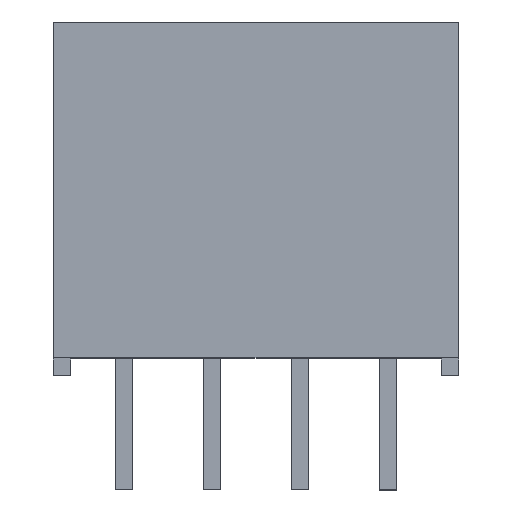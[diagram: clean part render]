
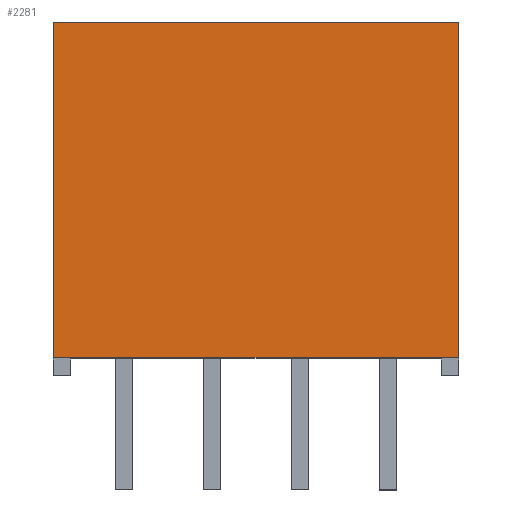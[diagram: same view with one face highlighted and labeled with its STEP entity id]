
A CAD part, top view. The second image highlights one B-rep face of the part: STEP entity #2281.
In plain terms, the highlighted planar face has unit normal (0, 0, 1).
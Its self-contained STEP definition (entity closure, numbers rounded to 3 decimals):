
#1650 = VERTEX_POINT('',#1651);
#1651 = CARTESIAN_POINT('',(-2.04,0.,
    10.04));
#1686 = PLANE('',#1687);
#1687 = AXIS2_PLACEMENT_3D('',#1688,#1689,#1690);
#1688 = CARTESIAN_POINT('',(-2.54,0.,4.04
    ));
#1689 = DIRECTION('',(0.,1.,0.));
#1690 = DIRECTION('',(1.,0.,0.));
#1702 = VERTEX_POINT('',#1703);
#1703 = CARTESIAN_POINT('',(-2.54,0.,
    10.04));
#1717 = PLANE('',#1718);
#1718 = AXIS2_PLACEMENT_3D('',#1719,#1720,#1721);
#1719 = CARTESIAN_POINT('',(-2.04,0.,
    10.04));
#1720 = DIRECTION('',(-0.,0.,-1.));
#1721 = DIRECTION('',(-1.,0.,0.));
#1772 = PLANE('',#1773);
#1773 = AXIS2_PLACEMENT_3D('',#1774,#1775,#1776);
#1774 = CARTESIAN_POINT('',(-2.54,9.7,
    4.04));
#1775 = DIRECTION('',(1.,0.,0.));
#1776 = DIRECTION('',(0.,-1.,0.));
#1855 = PLANE('',#1856);
#1856 = AXIS2_PLACEMENT_3D('',#1857,#1858,#1859);
#1857 = CARTESIAN_POINT('',(9.16,0.,4.04)
  );
#1858 = DIRECTION('',(-1.,0.,0.));
#1859 = DIRECTION('',(0.,1.,0.));
#1883 = PLANE('',#1884);
#1884 = AXIS2_PLACEMENT_3D('',#1885,#1886,#1887);
#1885 = CARTESIAN_POINT('',(9.16,9.7,4.04
    ));
#1886 = DIRECTION('',(0.,-1.,0.));
#1887 = DIRECTION('',(-1.,0.,0.));
#1921 = EDGE_CURVE('',#1650,#1922,#1924,.T.);
#1922 = VERTEX_POINT('',#1923);
#1923 = CARTESIAN_POINT('',(8.66,0.,
    10.04));
#1924 = SURFACE_CURVE('',#1925,(#1929,#1936),.PCURVE_S1.);
#1925 = LINE('',#1926,#1927);
#1926 = CARTESIAN_POINT('',(-2.54,0.,
    10.04));
#1927 = VECTOR('',#1928,1.);
#1928 = DIRECTION('',(1.,0.,0.));
#1929 = PCURVE('',#1686,#1930);
#1930 = DEFINITIONAL_REPRESENTATION('',(#1931),#1935);
#1931 = LINE('',#1932,#1933);
#1932 = CARTESIAN_POINT('',(0.,-6.));
#1933 = VECTOR('',#1934,1.);
#1934 = DIRECTION('',(1.,0.));
#1935 = ( GEOMETRIC_REPRESENTATION_CONTEXT(2) 
PARAMETRIC_REPRESENTATION_CONTEXT() REPRESENTATION_CONTEXT('2D SPACE',''
  ) );
#1936 = PCURVE('',#1937,#1942);
#1937 = PLANE('',#1938);
#1938 = AXIS2_PLACEMENT_3D('',#1939,#1940,#1941);
#1939 = CARTESIAN_POINT('',(3.31,4.85,
    10.04));
#1940 = DIRECTION('',(0.,0.,1.));
#1941 = DIRECTION('',(1.,0.,0.));
#1942 = DEFINITIONAL_REPRESENTATION('',(#1943),#1947);
#1943 = LINE('',#1944,#1945);
#1944 = CARTESIAN_POINT('',(-5.85,-4.85));
#1945 = VECTOR('',#1946,1.);
#1946 = DIRECTION('',(1.,0.));
#1947 = ( GEOMETRIC_REPRESENTATION_CONTEXT(2) 
PARAMETRIC_REPRESENTATION_CONTEXT() REPRESENTATION_CONTEXT('2D SPACE',''
  ) );
#1978 = EDGE_CURVE('',#1650,#1702,#1979,.T.);
#1979 = SURFACE_CURVE('',#1980,(#1984,#1991),.PCURVE_S1.);
#1980 = LINE('',#1981,#1982);
#1981 = CARTESIAN_POINT('',(-2.04,0.,
    10.04));
#1982 = VECTOR('',#1983,1.);
#1983 = DIRECTION('',(-1.,0.,0.));
#1984 = PCURVE('',#1717,#1985);
#1985 = DEFINITIONAL_REPRESENTATION('',(#1986),#1990);
#1986 = LINE('',#1987,#1988);
#1987 = CARTESIAN_POINT('',(0.,0.));
#1988 = VECTOR('',#1989,1.);
#1989 = DIRECTION('',(1.,0.));
#1990 = ( GEOMETRIC_REPRESENTATION_CONTEXT(2) 
PARAMETRIC_REPRESENTATION_CONTEXT() REPRESENTATION_CONTEXT('2D SPACE',''
  ) );
#1991 = PCURVE('',#1937,#1992);
#1992 = DEFINITIONAL_REPRESENTATION('',(#1993),#1997);
#1993 = LINE('',#1994,#1995);
#1994 = CARTESIAN_POINT('',(-5.35,-4.85));
#1995 = VECTOR('',#1996,1.);
#1996 = DIRECTION('',(-1.,0.));
#1997 = ( GEOMETRIC_REPRESENTATION_CONTEXT(2) 
PARAMETRIC_REPRESENTATION_CONTEXT() REPRESENTATION_CONTEXT('2D SPACE',''
  ) );
#2004 = VERTEX_POINT('',#2005);
#2005 = CARTESIAN_POINT('',(-2.54,9.7,
    10.04));
#2026 = EDGE_CURVE('',#2004,#1702,#2027,.T.);
#2027 = SURFACE_CURVE('',#2028,(#2032,#2039),.PCURVE_S1.);
#2028 = LINE('',#2029,#2030);
#2029 = CARTESIAN_POINT('',(-2.54,9.7,
    10.04));
#2030 = VECTOR('',#2031,1.);
#2031 = DIRECTION('',(0.,-1.,0.));
#2032 = PCURVE('',#1772,#2033);
#2033 = DEFINITIONAL_REPRESENTATION('',(#2034),#2038);
#2034 = LINE('',#2035,#2036);
#2035 = CARTESIAN_POINT('',(0.,-6.));
#2036 = VECTOR('',#2037,1.);
#2037 = DIRECTION('',(1.,0.));
#2038 = ( GEOMETRIC_REPRESENTATION_CONTEXT(2) 
PARAMETRIC_REPRESENTATION_CONTEXT() REPRESENTATION_CONTEXT('2D SPACE',''
  ) );
#2039 = PCURVE('',#1937,#2040);
#2040 = DEFINITIONAL_REPRESENTATION('',(#2041),#2045);
#2041 = LINE('',#2042,#2043);
#2042 = CARTESIAN_POINT('',(-5.85,4.85));
#2043 = VECTOR('',#2044,1.);
#2044 = DIRECTION('',(0.,-1.));
#2045 = ( GEOMETRIC_REPRESENTATION_CONTEXT(2) 
PARAMETRIC_REPRESENTATION_CONTEXT() REPRESENTATION_CONTEXT('2D SPACE',''
  ) );
#2053 = VERTEX_POINT('',#2054);
#2054 = CARTESIAN_POINT('',(9.16,9.7,
    10.04));
#2075 = EDGE_CURVE('',#2053,#2004,#2076,.T.);
#2076 = SURFACE_CURVE('',#2077,(#2081,#2088),.PCURVE_S1.);
#2077 = LINE('',#2078,#2079);
#2078 = CARTESIAN_POINT('',(9.16,9.7,
    10.04));
#2079 = VECTOR('',#2080,1.);
#2080 = DIRECTION('',(-1.,0.,0.));
#2081 = PCURVE('',#1883,#2082);
#2082 = DEFINITIONAL_REPRESENTATION('',(#2083),#2087);
#2083 = LINE('',#2084,#2085);
#2084 = CARTESIAN_POINT('',(0.,-6.));
#2085 = VECTOR('',#2086,1.);
#2086 = DIRECTION('',(1.,0.));
#2087 = ( GEOMETRIC_REPRESENTATION_CONTEXT(2) 
PARAMETRIC_REPRESENTATION_CONTEXT() REPRESENTATION_CONTEXT('2D SPACE',''
  ) );
#2088 = PCURVE('',#1937,#2089);
#2089 = DEFINITIONAL_REPRESENTATION('',(#2090),#2094);
#2090 = LINE('',#2091,#2092);
#2091 = CARTESIAN_POINT('',(5.85,4.85));
#2092 = VECTOR('',#2093,1.);
#2093 = DIRECTION('',(-1.,0.));
#2094 = ( GEOMETRIC_REPRESENTATION_CONTEXT(2) 
PARAMETRIC_REPRESENTATION_CONTEXT() REPRESENTATION_CONTEXT('2D SPACE',''
  ) );
#2183 = VERTEX_POINT('',#2184);
#2184 = CARTESIAN_POINT('',(9.16,0.,
    10.04));
#2205 = EDGE_CURVE('',#2183,#2053,#2206,.T.);
#2206 = SURFACE_CURVE('',#2207,(#2211,#2218),.PCURVE_S1.);
#2207 = LINE('',#2208,#2209);
#2208 = CARTESIAN_POINT('',(9.16,0.,10.04
    ));
#2209 = VECTOR('',#2210,1.);
#2210 = DIRECTION('',(0.,1.,0.));
#2211 = PCURVE('',#1855,#2212);
#2212 = DEFINITIONAL_REPRESENTATION('',(#2213),#2217);
#2213 = LINE('',#2214,#2215);
#2214 = CARTESIAN_POINT('',(0.,-6.));
#2215 = VECTOR('',#2216,1.);
#2216 = DIRECTION('',(1.,0.));
#2217 = ( GEOMETRIC_REPRESENTATION_CONTEXT(2) 
PARAMETRIC_REPRESENTATION_CONTEXT() REPRESENTATION_CONTEXT('2D SPACE',''
  ) );
#2218 = PCURVE('',#1937,#2219);
#2219 = DEFINITIONAL_REPRESENTATION('',(#2220),#2224);
#2220 = LINE('',#2221,#2222);
#2221 = CARTESIAN_POINT('',(5.85,-4.85));
#2222 = VECTOR('',#2223,1.);
#2223 = DIRECTION('',(0.,1.));
#2224 = ( GEOMETRIC_REPRESENTATION_CONTEXT(2) 
PARAMETRIC_REPRESENTATION_CONTEXT() REPRESENTATION_CONTEXT('2D SPACE',''
  ) );
#2281 = ADVANCED_FACE('',(#2282),#1937,.T.);
#2282 = FACE_BOUND('',#2283,.T.);
#2283 = EDGE_LOOP('',(#2284,#2285,#2286,#2287,#2288,#2314));
#2284 = ORIENTED_EDGE('',*,*,#2075,.T.);
#2285 = ORIENTED_EDGE('',*,*,#2026,.T.);
#2286 = ORIENTED_EDGE('',*,*,#1978,.F.);
#2287 = ORIENTED_EDGE('',*,*,#1921,.T.);
#2288 = ORIENTED_EDGE('',*,*,#2289,.F.);
#2289 = EDGE_CURVE('',#2183,#1922,#2290,.T.);
#2290 = SURFACE_CURVE('',#2291,(#2295,#2302),.PCURVE_S1.);
#2291 = LINE('',#2292,#2293);
#2292 = CARTESIAN_POINT('',(9.16,0.,
    10.04));
#2293 = VECTOR('',#2294,1.);
#2294 = DIRECTION('',(-1.,0.,0.));
#2295 = PCURVE('',#1937,#2296);
#2296 = DEFINITIONAL_REPRESENTATION('',(#2297),#2301);
#2297 = LINE('',#2298,#2299);
#2298 = CARTESIAN_POINT('',(5.85,-4.85));
#2299 = VECTOR('',#2300,1.);
#2300 = DIRECTION('',(-1.,0.));
#2301 = ( GEOMETRIC_REPRESENTATION_CONTEXT(2) 
PARAMETRIC_REPRESENTATION_CONTEXT() REPRESENTATION_CONTEXT('2D SPACE',''
  ) );
#2302 = PCURVE('',#2303,#2308);
#2303 = PLANE('',#2304);
#2304 = AXIS2_PLACEMENT_3D('',#2305,#2306,#2307);
#2305 = CARTESIAN_POINT('',(9.16,0.,
    10.04));
#2306 = DIRECTION('',(-0.,0.,-1.));
#2307 = DIRECTION('',(-1.,0.,0.));
#2308 = DEFINITIONAL_REPRESENTATION('',(#2309),#2313);
#2309 = LINE('',#2310,#2311);
#2310 = CARTESIAN_POINT('',(0.,0.));
#2311 = VECTOR('',#2312,1.);
#2312 = DIRECTION('',(1.,0.));
#2313 = ( GEOMETRIC_REPRESENTATION_CONTEXT(2) 
PARAMETRIC_REPRESENTATION_CONTEXT() REPRESENTATION_CONTEXT('2D SPACE',''
  ) );
#2314 = ORIENTED_EDGE('',*,*,#2205,.T.);
